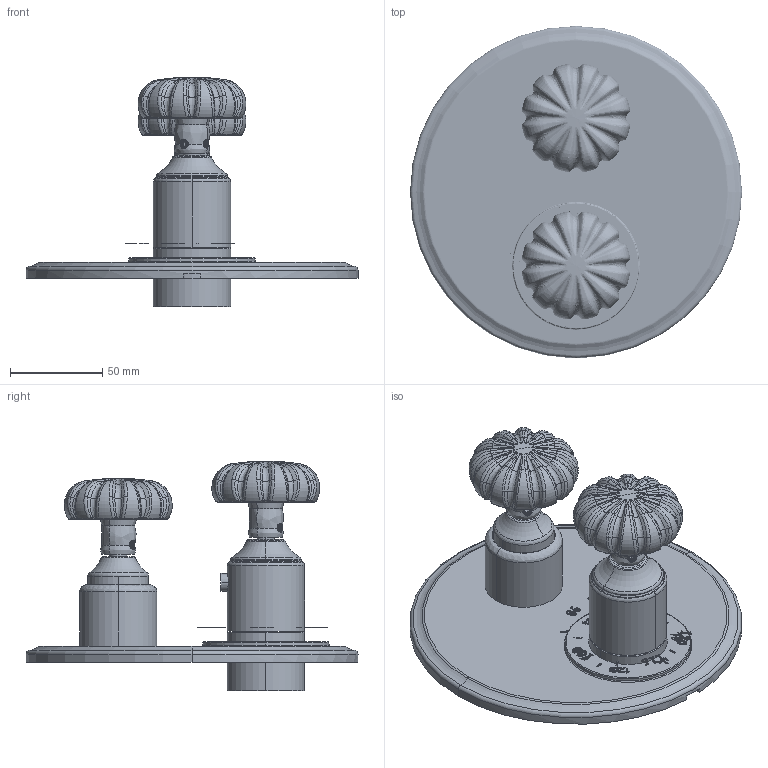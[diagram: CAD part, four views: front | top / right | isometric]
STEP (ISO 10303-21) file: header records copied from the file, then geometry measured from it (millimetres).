
FILE_DESCRIPTION((''),'2;1');
FILE_NAME('3-873TR_ASM','2016-04-01T',('rsmith'),(''),'PRO/ENGINEER BY PARAMETRIC TECHNOLOGY CORPORATION, 2013150','PRO/ENGINEER BY PARAMETRIC TECHNOLOGY CORPORATION, 2013150','');
FILE_SCHEMA(('CONFIG_CONTROL_DESIGN'));
Products named in the file (22): 12346_AF0; H-78_2_FEET_AF1; 91678; 2-994_AF0_ASM; 12358; 91249; 91080; 2-989_ASM; 91308; 12344; 12345_AF1; 12352; 12353; 92849; 92137; 91246; 2-991_ASM; 10534; 92000; 2-147_ASM; 92113; 3-873TR_ASM
Assembly tree (24 placements, depth 3):
  3-873TR_ASM
    2-994_AF0_ASM
      12346_AF0
      H-78_2_FEET_AF1
      91678
    2-989_ASM
      12358
      91249
      91080
    91308
    12344
    12345_AF1
    2-991_ASM
      12352
      12353
      92849
      92137
      91246
    2-147_ASM  x2
      10534
      92000
    92113  x2
Bounding box: 180 x 180 x 124.43 mm (x, y, z)
Volume: 196897.6 mm3; surface area: 192906.5 mm2
Topology: 22 solids, 678 shells, 3837 faces, 11620 edges, 8482 vertices
Faces by surface type: bspline 1530, plane 861, cylinder 588, extrusion 483, torus 206, cone 145, sphere 16, revolution 8
Entity records: 168858 total; most frequent: CARTESIAN_POINT 100420, ORIENTED_EDGE 14226, DIRECTION 9733, EDGE_CURVE 8983, VERTEX_POINT 6909, B_SPLINE_CURVE_WITH_KNOTS 4703, VECTOR 3837, LINE 3354
